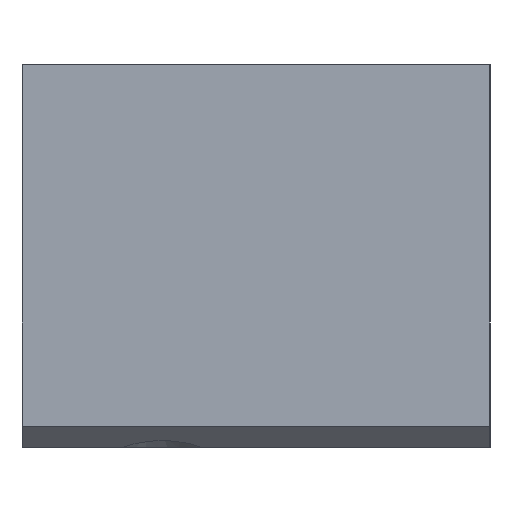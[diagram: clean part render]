
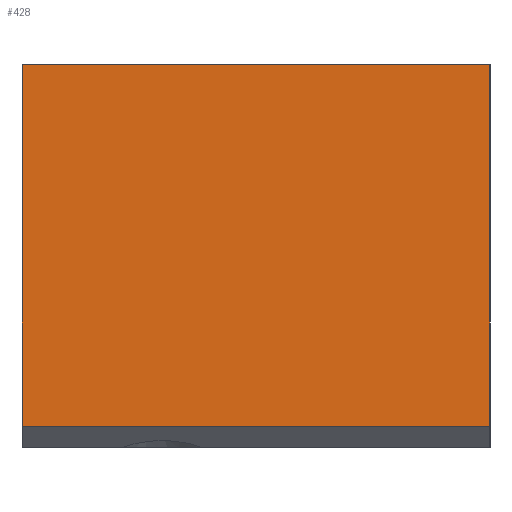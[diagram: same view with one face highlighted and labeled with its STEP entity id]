
A CAD part, left-side view. The second image highlights one B-rep face of the part: STEP entity #428.
In plain terms, the highlighted planar face has unit normal (-1, 0, 0).
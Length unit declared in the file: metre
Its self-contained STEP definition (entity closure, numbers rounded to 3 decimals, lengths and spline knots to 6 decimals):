
#72=ORIENTED_EDGE('',*,*,#181,.T.);
#73=ORIENTED_EDGE('',*,*,#190,.T.);
#74=ORIENTED_EDGE('',*,*,#169,.F.);
#75=ORIENTED_EDGE('',*,*,#191,.T.);
#169=EDGE_CURVE('',#228,#229,#266,.T.);
#181=EDGE_CURVE('',#241,#240,#277,.T.);
#190=EDGE_CURVE('',#240,#229,#283,.T.);
#191=EDGE_CURVE('',#228,#241,#284,.T.);
#228=VERTEX_POINT('',#657);
#229=VERTEX_POINT('',#659);
#240=VERTEX_POINT('',#682);
#241=VERTEX_POINT('',#684);
#266=LINE('',#658,#307);
#277=LINE('',#683,#318);
#283=LINE('',#701,#324);
#284=LINE('',#702,#325);
#307=VECTOR('',#525,1.);
#318=VECTOR('',#540,1.);
#324=VECTOR('',#554,1.);
#325=VECTOR('',#555,1.);
#343=EDGE_LOOP('',(#72,#73,#74,#75));
#378=FACE_BOUND('',#343,.T.);
#413=PLANE('',#474);
#428=ADVANCED_FACE('',(#378),#413,.T.);
#474=AXIS2_PLACEMENT_3D('',#700,#552,#553);
#525=DIRECTION('',(0.,0.,-1.));
#540=DIRECTION('',(0.,0.,-1.));
#552=DIRECTION('',(-1.,0.,0.));
#553=DIRECTION('',(0.,0.,1.));
#554=DIRECTION('',(0.,-1.,0.));
#555=DIRECTION('',(0.,1.,0.));
#657=CARTESIAN_POINT('',(-0.020291,-0.044552,0.009));
#658=CARTESIAN_POINT('',(-0.020291,-0.044552,0.012));
#659=CARTESIAN_POINT('',(-0.020291,-0.044552,0.0005));
#682=CARTESIAN_POINT('',(-0.020291,-0.033552,0.0005));
#683=CARTESIAN_POINT('',(-0.020291,-0.033552,0.012));
#684=CARTESIAN_POINT('',(-0.020291,-0.033552,0.009));
#700=CARTESIAN_POINT('',(-0.020291,-0.039052,0.012));
#701=CARTESIAN_POINT('',(-0.020291,-0.044552,0.0005));
#702=CARTESIAN_POINT('',(-0.020291,-0.039052,0.009));
